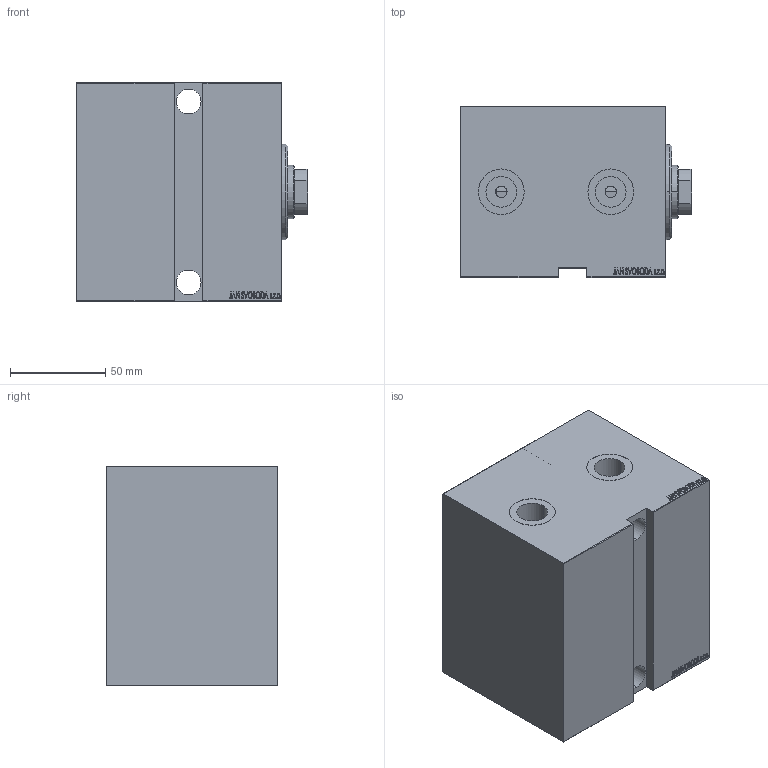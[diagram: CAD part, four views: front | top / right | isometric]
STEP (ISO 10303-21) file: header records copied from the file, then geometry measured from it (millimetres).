
FILE_DESCRIPTION (( 'STEP AP203' ), '1' );
FILE_NAME ('a8c3.STEP', '2021-03-18T20:35:50', ( '' ), ( '' ), 'SwSTEP 2.0', 'SolidWorks 2019', '' );
FILE_SCHEMA (( 'CONFIG_CONTROL_DESIGN' ));
Length unit declared in the file: millimetre
Products named in the file (4): V450CM_E 13976f3653f2cf03e56f98386b677a9c; V450CM_E_VCP 13976f3653f2cf03e56f98386b677a9c; V450CM_VC_B 13976f3653f2cf03e56f98386b677a9c; a8c3
Assembly tree (3 placements, depth 2):
  a8c3
    V450CM_E 13976f3653f2cf03e56f98386b677a9c
    V450CM_E_VCP 13976f3653f2cf03e56f98386b677a9c
    V450CM_VC_B 13976f3653f2cf03e56f98386b677a9c
Bounding box: 121.5 x 90 x 115 mm (x, y, z)
Volume: 963450.8 mm3; surface area: 129065.7 mm2
Topology: 3 solids, 3 shells, 868 faces, 2226 edges, 1476 vertices
Faces by surface type: plane 416, bspline 380, cylinder 58, cone 14
Entity records: 43564 total; most frequent: CARTESIAN_POINT 24550, ORIENTED_EDGE 4448, DIRECTION 2570, EDGE_CURVE 2224, VERTEX_POINT 1476, VECTOR 1322, LINE 1322, EDGE_LOOP 992
